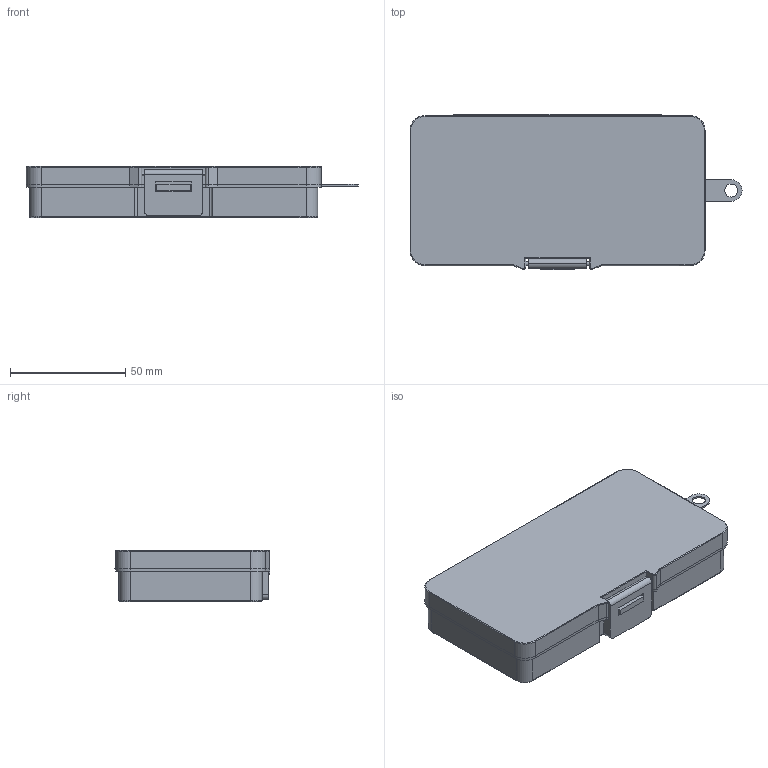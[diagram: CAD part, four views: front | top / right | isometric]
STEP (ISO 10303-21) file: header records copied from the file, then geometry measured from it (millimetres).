
FILE_DESCRIPTION (( 'STEP AP214' ), '1' );
FILE_NAME ('B231 Êîíòåéíåð ïëàñòèêîâûé ñ êðûøêîé ñ ðàçäåëèòåëÿìè 132x72x23.STEP', '2021-10-07T14:49:30', ( 'Ïîëüçîâàòåëü Windows' ), ( '' ), 'SwSTEP 2.0', 'SolidWorks 2021', '' );
FILE_SCHEMA (( 'AUTOMOTIVE_DESIGN' ));
Length unit declared in the file: millimetre
Products named in the file (4): B231 ¨ìêîñòü; B231 Çàù¸ëêà; B231 Êîíòåéíåð ïëàñòèêîâûé ñ êðûøêîé ñ ðàçäåëèòåëÿìè 132x72x23; B231 Êðûøêà
Assembly tree (3 placements, depth 2):
  B231 Êîíòåéíåð ïëàñòèêîâûé ñ êðûøêîé ñ ðàçäåëèòåëÿìè 132x72x23
    B231 ¨ìêîñòü
    B231 Êðûøêà
    B231 Çàù¸ëêà
Bounding box: 143.8 x 67.25 x 22.1 mm (x, y, z)
Volume: 26915 mm3; surface area: 63231.6 mm2
Topology: 3 solids, 3 shells, 290 faces, 788 edges, 514 vertices
Faces by surface type: plane 204, cylinder 68, torus 18
Entity records: 9220 total; most frequent: CARTESIAN_POINT 1628, ORIENTED_EDGE 1576, DIRECTION 1520, EDGE_CURVE 788, LINE 628, VECTOR 628, VERTEX_POINT 514, AXIS2_PLACEMENT_3D 446
